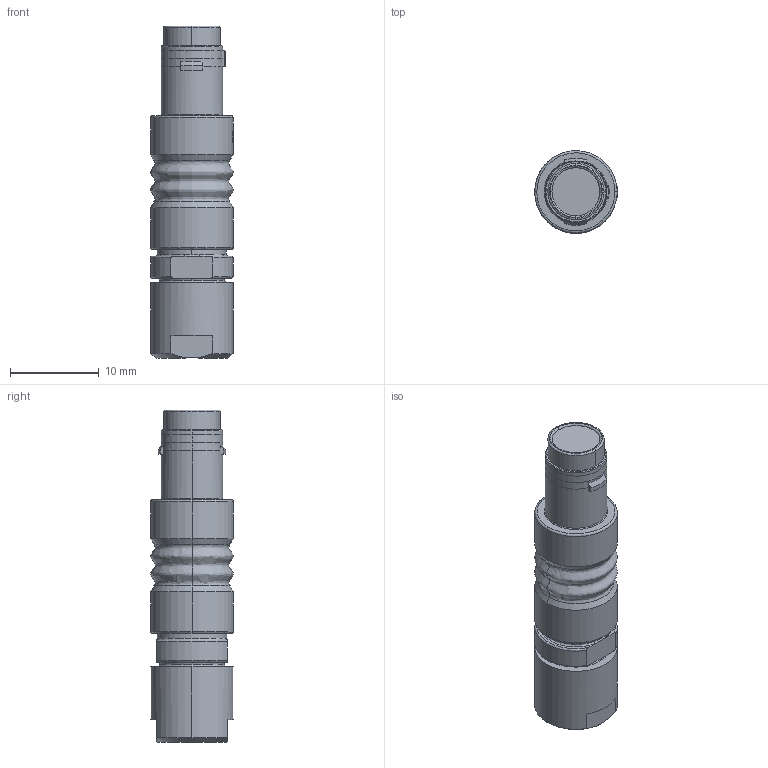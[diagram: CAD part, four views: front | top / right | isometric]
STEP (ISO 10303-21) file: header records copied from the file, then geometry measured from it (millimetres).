
FILE_DESCRIPTION (( 'STEP AP214' ), '1' );
FILE_NAME ('P2330A91~-c.STEP', '2016-12-15T10:25:31', ( '' ), ( '' ), 'SwSTEP 2.0', 'SolidWorks 2015', '' );
FILE_SCHEMA (( 'AUTOMOTIVE_DESIGN' ));
Length unit declared in the file: millimetre
Products named in the file (1): P2330A91~-c
Bounding box: 9.32 x 9.3 x 37.45 mm (x, y, z)
Volume: 2127.7 mm3; surface area: 1219.6 mm2
Topology: 1 solids, 1 shells, 119 faces, 285 edges, 176 vertices
Faces by surface type: bspline 44, plane 34, cylinder 30, cone 11
Entity records: 6215 total; most frequent: CARTESIAN_POINT 2379, ORIENTED_EDGE 570, DIRECTION 456, EDGE_CURVE 285, AXIS2_PLACEMENT_3D 185, VERTEX_POINT 176, EDGE_LOOP 127, UNCERTAINTY_MEASURE_WITH_UNIT 122
